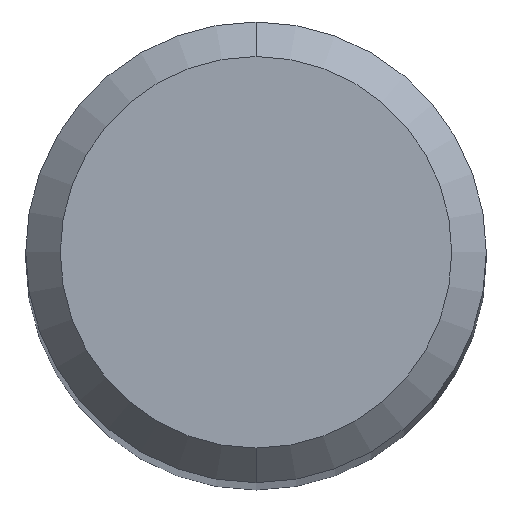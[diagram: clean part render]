
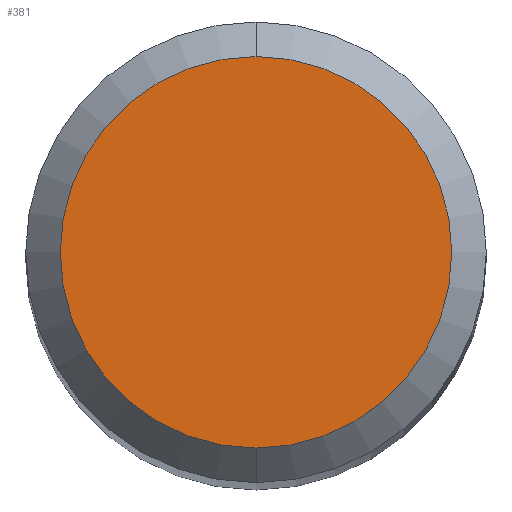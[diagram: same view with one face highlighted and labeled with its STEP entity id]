
A CAD part, top view. The second image highlights one B-rep face of the part: STEP entity #381.
In plain terms, the highlighted planar face has unit normal (0, 0, 1).
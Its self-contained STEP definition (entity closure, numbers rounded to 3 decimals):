
#197=VERTEX_POINT('',#507);
#235=EDGE_CURVE('',#383,#197,#550,.T.);
#321=EDGE_CURVE('',#197,#383,#645,.T.);
#381=ADVANCED_FACE('',(#711),#712,.T.);
#383=VERTEX_POINT('',#714);
#507=CARTESIAN_POINT('',(0.,-1.7,0.0));
#550=CIRCLE('',#947,1.7);
#645=CIRCLE('',#1185,1.7);
#711=FACE_OUTER_BOUND('',#1283,.T.);
#712=PLANE('',#1284);
#714=CARTESIAN_POINT('',(0.0,1.7,0.0));
#947=AXIS2_PLACEMENT_3D('',#1542,#1543,#1544);
#1185=AXIS2_PLACEMENT_3D('',#1640,#1641,#1642);
#1283=EDGE_LOOP('',(#1713,#1714));
#1284=AXIS2_PLACEMENT_3D('',#1715,#1716,#1717);
#1542=CARTESIAN_POINT('',(0.0,0.0,0.0));
#1543=DIRECTION('',(0.0,0.0,-1.0));
#1544=DIRECTION('',(0.0,1.0,0.0));
#1640=CARTESIAN_POINT('',(0.0,0.0,0.0));
#1641=DIRECTION('',(0.0,0.0,-1.0));
#1642=DIRECTION('',(0.0,1.0,0.0));
#1713=ORIENTED_EDGE('',*,*,#235,.F.);
#1714=ORIENTED_EDGE('',*,*,#321,.F.);
#1715=CARTESIAN_POINT('',(0.0,0.85,0.0));
#1716=DIRECTION('',(-0.0,0.0,1.0));
#1717=DIRECTION('',(0.0,-1.0,0.0));
